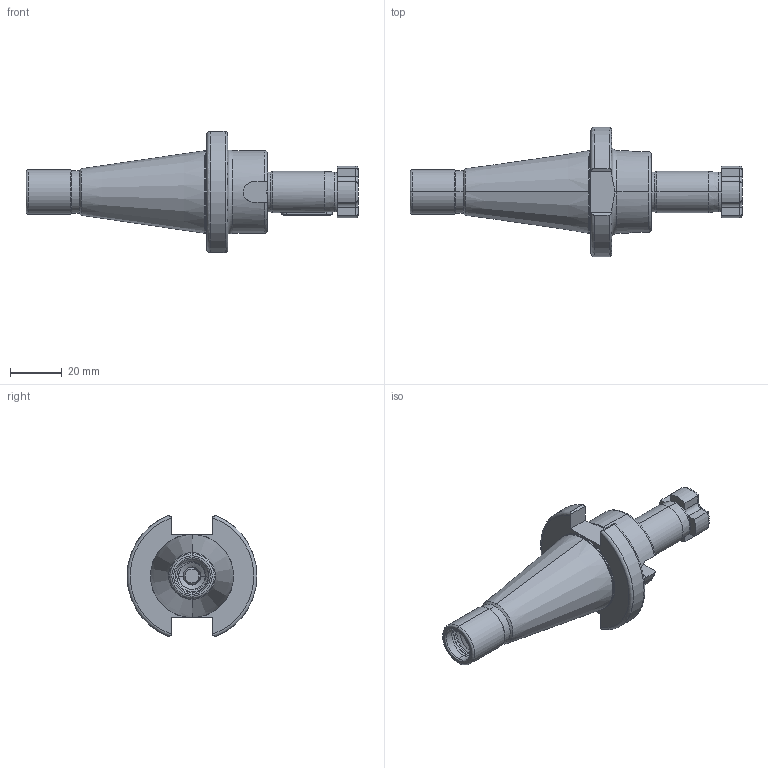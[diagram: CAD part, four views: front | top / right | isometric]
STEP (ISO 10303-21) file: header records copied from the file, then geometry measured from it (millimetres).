
FILE_DESCRIPTION (( 'STEP AP203' ), '1' );
FILE_NAME ('301.10.16.STEP', '2016-11-26T05:19:18', ( '' ), ( '' ), 'SwSTEP 2.0', 'SolidWorks 2012', '' );
FILE_SCHEMA (( 'CONFIG_CONTROL_DESIGN' ));
Length unit declared in the file: millimetre
Products named in the file (4): 301.10.16; SC16用鍵_4x4x20L; 十字螺絲FMB16
Assembly tree (3 placements, depth 2):
  301.10.16
    301.10.16
    十字螺絲FMB16
    SC16用鍵_4x4x20L
Bounding box: 128.4 x 50.2 x 46.86 mm (x, y, z)
Volume: 53602.4 mm3; surface area: 18432.8 mm2
Topology: 3 solids, 3 shells, 262 faces, 679 edges, 425 vertices
Faces by surface type: cylinder 127, plane 47, torus 40, cone 35, bspline 13
Entity records: 15306 total; most frequent: CARTESIAN_POINT 9066, ORIENTED_EDGE 1358, DIRECTION 1127, EDGE_CURVE 679, AXIS2_PLACEMENT_3D 439, VERTEX_POINT 425, EDGE_LOOP 268, FACE_OUTER_BOUND 262
